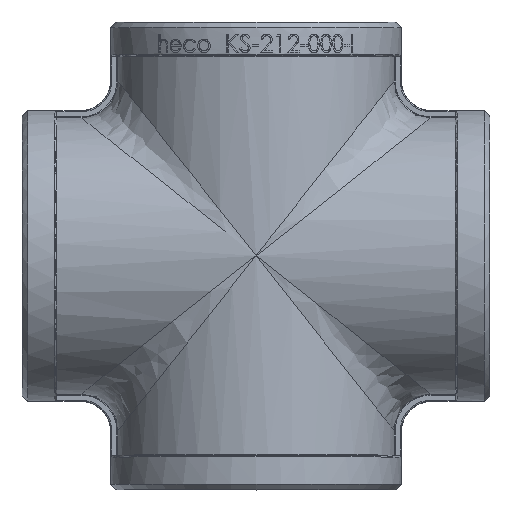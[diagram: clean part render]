
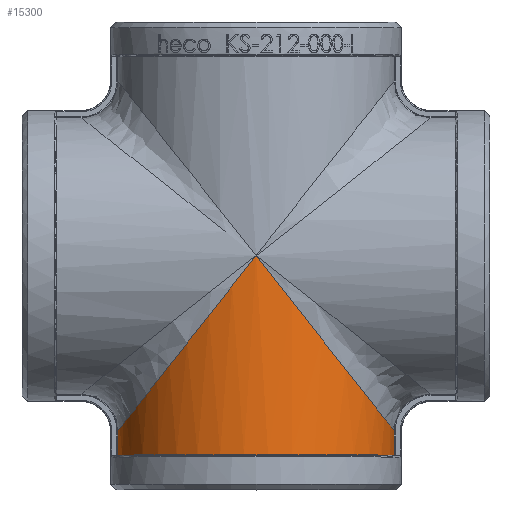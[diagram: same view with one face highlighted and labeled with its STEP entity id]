
A CAD part, top view. The second image highlights one B-rep face of the part: STEP entity #15300.
In plain terms, the highlighted cylindrical face has radius 41.25 mm (diameter 82.5 mm), a partial arc.
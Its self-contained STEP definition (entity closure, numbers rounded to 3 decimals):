
#321 = EDGE_CURVE ( 'NONE', #1586, #1653, #19153, .T. ) ;
#329 = EDGE_CURVE ( 'NONE', #1701, #1586, #19161, .T. ) ;
#332 = EDGE_CURVE ( 'NONE', #1725, #1701, #2376, .T. ) ;
#381 = EDGE_CURVE ( 'NONE', #1664, #1725, #33265, .T. ) ;
#386 = EDGE_CURVE ( 'NONE', #1653, #1664, #2624, .T. ) ;
#1000 = EDGE_LOOP ( 'NONE', ( #5723, #5695, #5722, #5744, #5711 ) ) ;
#1586 = VERTEX_POINT ( 'NONE', #3262 ) ;
#1653 = VERTEX_POINT ( 'NONE', #3334 ) ;
#1664 = VERTEX_POINT ( 'NONE', #3373 ) ;
#1701 = VERTEX_POINT ( 'NONE', #3435 ) ;
#1725 = VERTEX_POINT ( 'NONE', #3385 ) ;
#2276 = CARTESIAN_POINT ( 'NONE',  ( 31.092, -39.383, 27.576 ) ) ;
#2284 = CARTESIAN_POINT ( 'NONE',  ( 36.184, -45.833, 20.44 ) ) ;
#2287 = CARTESIAN_POINT ( 'NONE',  ( 5.811, -7.361, 41.25 ) ) ;
#2298 = CARTESIAN_POINT ( 'NONE',  ( 41.077, -52.031, 3.773 ) ) ;
#2299 = CARTESIAN_POINT ( 'NONE',  ( 24.616, -31.18, 33.482 ) ) ;
#2302 = CARTESIAN_POINT ( 'NONE',  ( 40.811, -51.694, 6.666 ) ) ;
#2311 = CARTESIAN_POINT ( 'NONE',  ( 0., 0., 41.25 ) ) ;
#2312 = CARTESIAN_POINT ( 'NONE',  ( 14.523, -18.396, 39.378 ) ) ;
#2322 = CARTESIAN_POINT ( 'NONE',  ( 39.666, -50.244, 12.396 ) ) ;
#2328 = CARTESIAN_POINT ( 'NONE',  ( -41.077, 29.75, 3.773 ) ) ;
#2329 = DIRECTION ( 'NONE',  ( 0., 1., 0. ) ) ;
#2337 = CARTESIAN_POINT ( 'NONE',  ( -36.184, -45.833, 20.44 ) ) ;
#2340 = CARTESIAN_POINT ( 'NONE',  ( -39.666, -50.244, 12.396 ) ) ;
#2341 = CARTESIAN_POINT ( 'NONE',  ( -5.811, -7.361, 41.25 ) ) ;
#2344 = CARTESIAN_POINT ( 'NONE',  ( -31.092, -39.383, 27.576 ) ) ;
#2356 = CARTESIAN_POINT ( 'NONE',  ( -14.523, -18.396, 39.378 ) ) ;
#2357 = CARTESIAN_POINT ( 'NONE',  ( -24.616, -31.18, 33.482 ) ) ;
#2358 = CARTESIAN_POINT ( 'NONE',  ( 0., 0., 41.25 ) ) ;
#2362 = CARTESIAN_POINT ( 'NONE',  ( -40.811, -51.694, 6.666 ) ) ;
#2373 = CARTESIAN_POINT ( 'NONE',  ( -41.077, -52.031, 3.773 ) ) ;
#2376 = LINE ( 'NONE', #2328, #33264 ) ;
#2550 = CARTESIAN_POINT ( 'NONE',  ( 0., -59.2, 0. ) ) ;
#2563 = DIRECTION ( 'NONE',  ( 0., -1., 0. ) ) ;
#2565 = DIRECTION ( 'NONE',  ( -1., 0., 0. ) ) ;
#2582 = DIRECTION ( 'NONE',  ( 0., -1., 0. ) ) ;
#2585 = CARTESIAN_POINT ( 'NONE',  ( 41.077, 29.75, 3.773 ) ) ;
#2624 = LINE ( 'NONE', #2585, #33257 ) ;
#3262 = CARTESIAN_POINT ( 'NONE',  ( 0., 0., 41.25 ) ) ;
#3334 = CARTESIAN_POINT ( 'NONE',  ( 41.077, -52.031, 3.773 ) ) ;
#3373 = CARTESIAN_POINT ( 'NONE',  ( 41.077, -59.2, 3.773 ) ) ;
#3385 = CARTESIAN_POINT ( 'NONE',  ( -41.077, -59.2, 3.773 ) ) ;
#3435 = CARTESIAN_POINT ( 'NONE',  ( -41.077, -52.031, 3.773 ) ) ;
#5695 = ORIENTED_EDGE ( 'NONE', *, *, #321, .F. ) ;
#5711 = ORIENTED_EDGE ( 'NONE', *, *, #381, .F. ) ;
#5722 = ORIENTED_EDGE ( 'NONE', *, *, #329, .F. ) ;
#5723 = ORIENTED_EDGE ( 'NONE', *, *, #386, .F. ) ;
#5744 = ORIENTED_EDGE ( 'NONE', *, *, #332, .F. ) ;
#11230 = FACE_OUTER_BOUND ( 'NONE', #1000, .T. ) ;
#11264 = CYLINDRICAL_SURFACE ( 'NONE', #32333, 41.25 ) ;
#11267 = CARTESIAN_POINT ( 'NONE',  ( 0., 29.75, 0. ) ) ;
#11301 = DIRECTION ( 'NONE',  ( 1., 0., 0. ) ) ;
#11315 = DIRECTION ( 'NONE',  ( 0., 1., 0. ) ) ;
#15300 = ADVANCED_FACE ( 'NONE', ( #11230 ), #11264, .T. ) ;
#19153 = B_SPLINE_CURVE_WITH_KNOTS ( 'NONE', 3,
 ( #2311, #2287, #2312, #2299, #2276, #2284, #2322, #2302, #2298 ),
 .UNSPECIFIED., .F., .F.,
 ( 4, 1, 1, 1, 1, 1, 4 ),
 ( 0., 0.286, 0.429, 0.571, 0.714, 0.857, 1. ),
 .UNSPECIFIED. ) ;
#19161 = B_SPLINE_CURVE_WITH_KNOTS ( 'NONE', 3,
 ( #2373, #2362, #2340, #2337, #2344, #2357, #2356, #2341, #2358 ),
 .UNSPECIFIED., .F., .F.,
 ( 4, 1, 1, 1, 1, 1, 4 ),
 ( 0., 0.143, 0.286, 0.429, 0.571, 0.714, 1. ),
 .UNSPECIFIED. ) ;
#32333 = AXIS2_PLACEMENT_3D ( 'NONE', #11267, #11315, #11301 ) ;
#33257 = VECTOR ( 'NONE', #2582, 1000. ) ;
#33264 = VECTOR ( 'NONE', #2329, 1000. ) ;
#33265 = CIRCLE ( 'NONE', #33268, 41.25 ) ;
#33268 = AXIS2_PLACEMENT_3D ( 'NONE', #2550, #2563, #2565 ) ;
